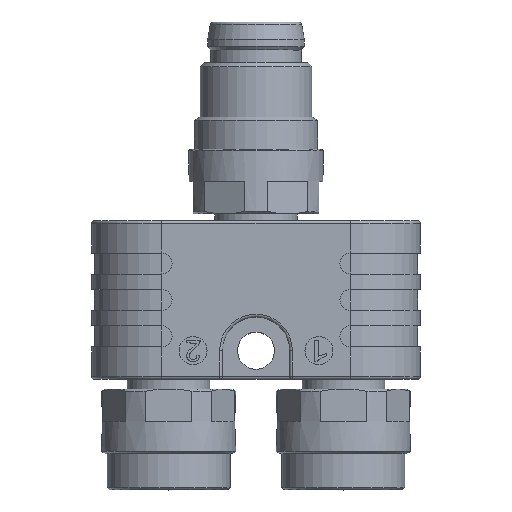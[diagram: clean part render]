
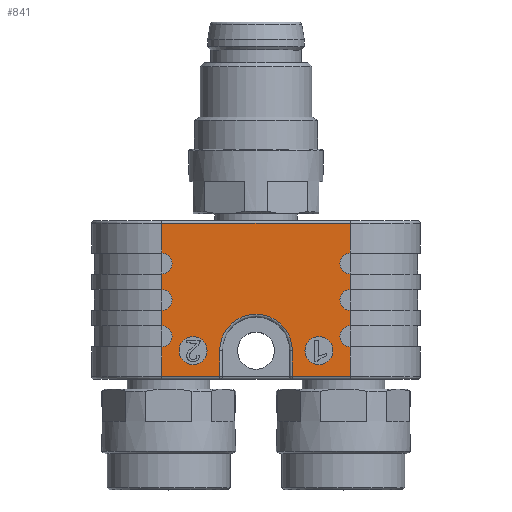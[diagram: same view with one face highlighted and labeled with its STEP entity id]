
A CAD part, top view. The second image highlights one B-rep face of the part: STEP entity #841.
In plain terms, the highlighted planar face has unit normal (0, 0, 1).
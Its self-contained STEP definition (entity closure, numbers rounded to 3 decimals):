
#382=LINE('',#5815,#592);
#385=LINE('',#5829,#595);
#387=LINE('',#5840,#597);
#389=LINE('',#5847,#599);
#390=LINE('',#5854,#600);
#392=LINE('',#5863,#602);
#411=LINE('',#5934,#621);
#412=LINE('',#5937,#622);
#413=LINE('',#5942,#623);
#414=LINE('',#5944,#624);
#415=LINE('',#5946,#625);
#416=LINE('',#5951,#626);
#417=LINE('',#5953,#627);
#592=VECTOR('',#4547,1.);
#595=VECTOR('',#4558,1.);
#597=VECTOR('',#4568,1.);
#599=VECTOR('',#4574,1.);
#600=VECTOR('',#4581,1.);
#602=VECTOR('',#4589,1.);
#621=VECTOR('',#4652,1.);
#622=VECTOR('',#4653,1.);
#623=VECTOR('',#4660,1.);
#624=VECTOR('',#4661,1.);
#625=VECTOR('',#4662,1.);
#626=VECTOR('',#4669,1.);
#627=VECTOR('',#4670,1.);
#841=ADVANCED_FACE('',(#1377,#1378,#1379),#1098,.T.);
#1098=PLANE('',#4136);
#1377=FACE_BOUND('',#1530,.T.);
#1378=FACE_BOUND('',#1531,.T.);
#1379=FACE_BOUND('',#1532,.T.);
#1530=EDGE_LOOP('',(#1941));
#1531=EDGE_LOOP('',(#1942));
#1532=EDGE_LOOP('',(#1943,#1944,#1945,#1946,#1947,#1948,#1949,#1950,#1951,
#1952,#1953,#1954,#1955,#1956,#1957,#1958,#1959,#1960,#1961,#1962));
#1941=ORIENTED_EDGE('',*,*,#3405,.F.);
#1942=ORIENTED_EDGE('',*,*,#3406,.T.);
#1943=ORIENTED_EDGE('',*,*,#3407,.T.);
#1944=ORIENTED_EDGE('',*,*,#3408,.T.);
#1945=ORIENTED_EDGE('',*,*,#3349,.F.);
#1946=ORIENTED_EDGE('',*,*,#3409,.T.);
#1947=ORIENTED_EDGE('',*,*,#3360,.F.);
#1948=ORIENTED_EDGE('',*,*,#3410,.T.);
#1949=ORIENTED_EDGE('',*,*,#3355,.F.);
#1950=ORIENTED_EDGE('',*,*,#3411,.T.);
#1951=ORIENTED_EDGE('',*,*,#3412,.F.);
#1952=ORIENTED_EDGE('',*,*,#3413,.T.);
#1953=ORIENTED_EDGE('',*,*,#3414,.T.);
#1954=ORIENTED_EDGE('',*,*,#3415,.T.);
#1955=ORIENTED_EDGE('',*,*,#3370,.T.);
#1956=ORIENTED_EDGE('',*,*,#3416,.T.);
#1957=ORIENTED_EDGE('',*,*,#3366,.T.);
#1958=ORIENTED_EDGE('',*,*,#3417,.T.);
#1959=ORIENTED_EDGE('',*,*,#3363,.T.);
#1960=ORIENTED_EDGE('',*,*,#3418,.T.);
#1961=ORIENTED_EDGE('',*,*,#3419,.T.);
#1962=ORIENTED_EDGE('',*,*,#3420,.T.);
#2983=VERTEX_POINT('',#5816);
#2984=VERTEX_POINT('',#5817);
#2989=VERTEX_POINT('',#5828);
#2990=VERTEX_POINT('',#5830);
#2991=VERTEX_POINT('',#5834);
#2994=VERTEX_POINT('',#5839);
#2997=VERTEX_POINT('',#5846);
#2998=VERTEX_POINT('',#5848);
#3000=VERTEX_POINT('',#5853);
#3001=VERTEX_POINT('',#5855);
#3004=VERTEX_POINT('',#5862);
#3005=VERTEX_POINT('',#5864);
#3033=VERTEX_POINT('',#5931);
#3034=VERTEX_POINT('',#5933);
#3035=VERTEX_POINT('',#5935);
#3036=VERTEX_POINT('',#5936);
#3037=VERTEX_POINT('',#5941);
#3038=VERTEX_POINT('',#5943);
#3039=VERTEX_POINT('',#5945);
#3040=VERTEX_POINT('',#5947);
#3041=VERTEX_POINT('',#5952);
#3042=VERTEX_POINT('',#5954);
#3349=EDGE_CURVE('',#2983,#2984,#382,.T.);
#3355=EDGE_CURVE('',#2989,#2990,#385,.T.);
#3360=EDGE_CURVE('',#2994,#2991,#387,.T.);
#3363=EDGE_CURVE('',#2998,#2997,#389,.T.);
#3366=EDGE_CURVE('',#3001,#3000,#390,.T.);
#3370=EDGE_CURVE('',#3005,#3004,#392,.T.);
#3405=EDGE_CURVE('',#3033,#3033,#3905,.T.);
#3406=EDGE_CURVE('',#3034,#3034,#3906,.T.);
#3407=EDGE_CURVE('',#3035,#3036,#411,.T.);
#3408=EDGE_CURVE('',#3036,#2984,#412,.T.);
#3409=EDGE_CURVE('',#2983,#2991,#3907,.T.);
#3410=EDGE_CURVE('',#2994,#2990,#3908,.T.);
#3411=EDGE_CURVE('',#2989,#3037,#3909,.T.);
#3412=EDGE_CURVE('',#3038,#3037,#413,.T.);
#3413=EDGE_CURVE('',#3038,#3039,#414,.T.);
#3414=EDGE_CURVE('',#3039,#3040,#415,.T.);
#3415=EDGE_CURVE('',#3040,#3005,#3910,.T.);
#3416=EDGE_CURVE('',#3004,#3001,#3911,.T.);
#3417=EDGE_CURVE('',#3000,#2998,#3912,.T.);
#3418=EDGE_CURVE('',#2997,#3041,#416,.T.);
#3419=EDGE_CURVE('',#3041,#3042,#417,.T.);
#3420=EDGE_CURVE('',#3042,#3035,#3913,.T.);
#3905=CIRCLE('',#4127,1.);
#3906=CIRCLE('',#4128,1.);
#3907=CIRCLE('',#4129,0.75);
#3908=CIRCLE('',#4130,0.75);
#3909=CIRCLE('',#4131,0.75);
#3910=CIRCLE('',#4132,0.75);
#3911=CIRCLE('',#4133,0.75);
#3912=CIRCLE('',#4134,0.75);
#3913=CIRCLE('',#4135,2.6);
#4127=AXIS2_PLACEMENT_3D('',#5930,#4648,#4649);
#4128=AXIS2_PLACEMENT_3D('',#5932,#4650,#4651);
#4129=AXIS2_PLACEMENT_3D('',#5938,#4654,#4655);
#4130=AXIS2_PLACEMENT_3D('',#5939,#4656,#4657);
#4131=AXIS2_PLACEMENT_3D('',#5940,#4658,#4659);
#4132=AXIS2_PLACEMENT_3D('',#5948,#4663,#4664);
#4133=AXIS2_PLACEMENT_3D('',#5949,#4665,#4666);
#4134=AXIS2_PLACEMENT_3D('',#5950,#4667,#4668);
#4135=AXIS2_PLACEMENT_3D('',#5955,#4671,#4672);
#4136=AXIS2_PLACEMENT_3D('',#5956,#4673,#4674);
#4547=DIRECTION('',(0.,-1.,0.));
#4558=DIRECTION('',(0.,-1.,0.));
#4568=DIRECTION('',(0.,-1.,0.));
#4574=DIRECTION('',(0.,-1.,0.));
#4581=DIRECTION('',(0.,-1.,0.));
#4589=DIRECTION('',(0.,-1.,0.));
#4648=DIRECTION('',(0.,0.,1.));
#4649=DIRECTION('',(1.,0.,0.));
#4650=DIRECTION('',(0.,0.,-1.));
#4651=DIRECTION('',(1.,0.,0.));
#4652=DIRECTION('',(0.,-1.,0.));
#4653=DIRECTION('',(1.,0.,0.));
#4654=DIRECTION('',(0.,0.,-1.));
#4655=DIRECTION('',(1.,0.,0.));
#4656=DIRECTION('',(0.,0.,-1.));
#4657=DIRECTION('',(1.,0.,0.));
#4658=DIRECTION('',(0.,0.,-1.));
#4659=DIRECTION('',(1.,0.,0.));
#4660=DIRECTION('',(0.,-1.,0.));
#4661=DIRECTION('',(-1.,0.,0.));
#4662=DIRECTION('',(0.,-1.,0.));
#4663=DIRECTION('',(0.,0.,-1.));
#4664=DIRECTION('',(1.,0.,0.));
#4665=DIRECTION('',(0.,0.,-1.));
#4666=DIRECTION('',(1.,0.,0.));
#4667=DIRECTION('',(0.,0.,-1.));
#4668=DIRECTION('',(1.,0.,0.));
#4669=DIRECTION('',(1.,0.,0.));
#4670=DIRECTION('',(0.,1.,0.));
#4671=DIRECTION('',(0.,0.,-1.));
#4672=DIRECTION('',(1.,0.,0.));
#4673=DIRECTION('',(0.,0.,1.));
#4674=DIRECTION('',(1.,0.,0.));
#5815=CARTESIAN_POINT('',(40.63,64.523,22.989));
#5816=CARTESIAN_POINT('',(40.63,55.498,22.989));
#5817=CARTESIAN_POINT('',(40.63,53.373,22.989));
#5828=CARTESIAN_POINT('',(40.63,60.698,22.989));
#5829=CARTESIAN_POINT('',(40.63,63.598,22.989));
#5830=CARTESIAN_POINT('',(40.63,59.598,22.989));
#5834=CARTESIAN_POINT('',(40.63,56.998,22.989));
#5839=CARTESIAN_POINT('',(40.63,58.098,22.989));
#5840=CARTESIAN_POINT('',(40.63,63.598,22.989));
#5846=CARTESIAN_POINT('',(27.13,53.373,22.989));
#5847=CARTESIAN_POINT('',(27.13,64.523,22.989));
#5848=CARTESIAN_POINT('',(27.13,55.498,22.989));
#5853=CARTESIAN_POINT('',(27.13,56.998,22.989));
#5854=CARTESIAN_POINT('',(27.13,63.598,22.989));
#5855=CARTESIAN_POINT('',(27.13,58.098,22.989));
#5862=CARTESIAN_POINT('',(27.13,59.598,22.989));
#5863=CARTESIAN_POINT('',(27.13,63.598,22.989));
#5864=CARTESIAN_POINT('',(27.13,60.698,22.989));
#5930=CARTESIAN_POINT('',(38.38,55.223,22.989));
#5931=CARTESIAN_POINT('',(39.38,55.223,22.989));
#5932=CARTESIAN_POINT('',(29.38,55.223,22.989));
#5933=CARTESIAN_POINT('',(30.38,55.223,22.989));
#5934=CARTESIAN_POINT('',(36.48,64.523,22.989));
#5935=CARTESIAN_POINT('',(36.48,55.223,22.989));
#5936=CARTESIAN_POINT('',(36.48,53.373,22.989));
#5937=CARTESIAN_POINT('',(40.63,53.373,22.989));
#5938=CARTESIAN_POINT('',(40.63,56.248,22.989));
#5939=CARTESIAN_POINT('',(40.63,58.848,22.989));
#5940=CARTESIAN_POINT('',(40.63,61.448,22.989));
#5941=CARTESIAN_POINT('',(40.63,62.198,22.989));
#5942=CARTESIAN_POINT('',(40.63,64.523,22.989));
#5943=CARTESIAN_POINT('',(40.63,64.323,22.989));
#5944=CARTESIAN_POINT('',(27.13,64.323,22.989));
#5945=CARTESIAN_POINT('',(27.13,64.323,22.989));
#5946=CARTESIAN_POINT('',(27.13,64.523,22.989));
#5947=CARTESIAN_POINT('',(27.13,62.198,22.989));
#5948=CARTESIAN_POINT('',(27.13,61.448,22.989));
#5949=CARTESIAN_POINT('',(27.13,58.848,22.989));
#5950=CARTESIAN_POINT('',(27.13,56.248,22.989));
#5951=CARTESIAN_POINT('',(40.63,53.373,22.989));
#5952=CARTESIAN_POINT('',(31.28,53.373,22.989));
#5953=CARTESIAN_POINT('',(31.28,64.523,22.989));
#5954=CARTESIAN_POINT('',(31.28,55.223,22.989));
#5955=CARTESIAN_POINT('',(33.88,55.223,22.989));
#5956=CARTESIAN_POINT('',(40.63,64.523,22.989));
